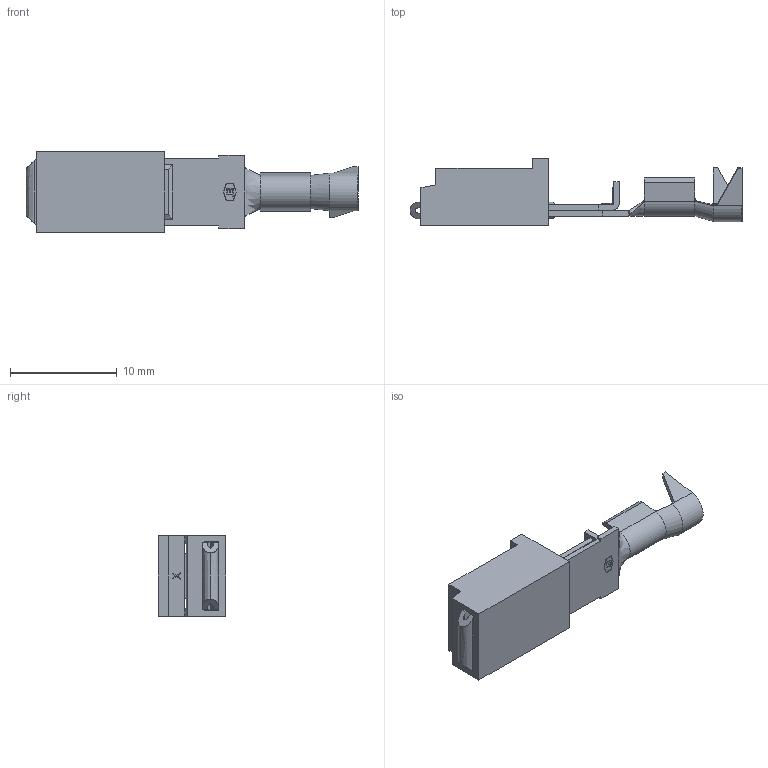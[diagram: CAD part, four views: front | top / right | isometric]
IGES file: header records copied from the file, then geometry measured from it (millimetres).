
Start section: SolidWorks IGES file using analytic representation for surfaces
Global section: file name: 37039.IGS; native system: SolidWorks 2014; preprocessor: SolidWorks 2014; author: sjohnson; date: 150129.131137; units: inch
Bounding box: 31.04 x 6.3 x 7.57 mm (x, y, z)
Surface area: 1352.1 mm2 (no closed solid volume)
Topology: 0 solids, 0 shells, 244 faces, 1631 edges, 1631 vertices
Faces by surface type: bspline 207, revolution 37
